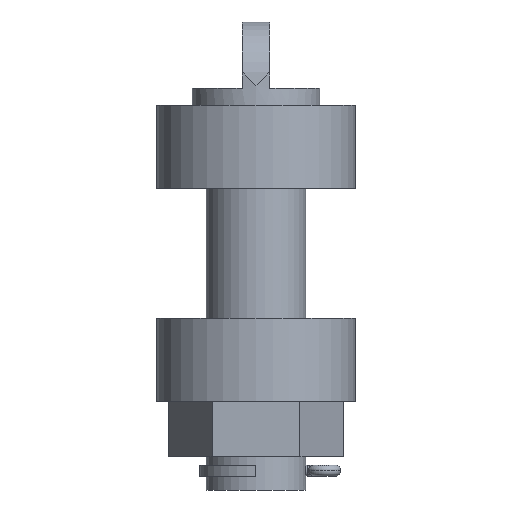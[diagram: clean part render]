
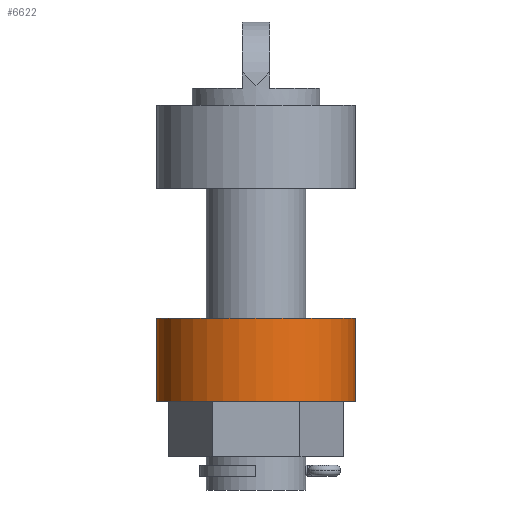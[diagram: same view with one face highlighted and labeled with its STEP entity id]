
A CAD part, front view. The second image highlights one B-rep face of the part: STEP entity #6622.
In plain terms, the highlighted cylindrical face has radius 39.6 mm (diameter 79.2 mm), a partial arc.
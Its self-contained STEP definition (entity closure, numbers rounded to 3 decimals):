
#1=CARTESIAN_POINT('',(0.,0.,0.));
#2=DIRECTION('',(0.,0.,1.));
#3=DIRECTION('',(-0.565,0.825,0.));
#4=AXIS2_PLACEMENT_3D('',#1,#2,#3);
#30=CARTESIAN_POINT('',(22.362,32.682,33.));
#31=CARTESIAN_POINT('',(23.016,32.234,30.843));
#32=CARTESIAN_POINT('',(24.037,31.48,26.495));
#33=CARTESIAN_POINT('',(24.783,30.886,19.797));
#34=CARTESIAN_POINT('',(24.781,30.888,13.144));
#35=CARTESIAN_POINT('',(24.022,31.492,6.429));
#36=CARTESIAN_POINT('',(23.01,32.238,2.126));
#37=CARTESIAN_POINT('',(22.361,32.682,0.));
#39=CARTESIAN_POINT('',(-22.362,32.682,0.));
#40=CARTESIAN_POINT('',(-23.016,32.234,2.156));
#41=CARTESIAN_POINT('',(-24.037,31.481,6.502));
#42=CARTESIAN_POINT('',(-24.783,30.887,13.193));
#43=CARTESIAN_POINT('',(-24.782,30.888,19.843));
#44=CARTESIAN_POINT('',(-24.027,31.488,26.544));
#45=CARTESIAN_POINT('',(-23.012,32.237,30.863));
#46=CARTESIAN_POINT('',(-22.362,32.682,33.));
#48=CARTESIAN_POINT('',(0.,0.,33.));
#49=DIRECTION('',(0.,0.,-1.));
#50=DIRECTION('',(0.565,0.825,0.));
#51=AXIS2_PLACEMENT_3D('',#48,#49,#50);
#5114=CARTESIAN_POINT('',(-22.362,32.682,0.));
#5115=CARTESIAN_POINT('',(22.362,32.682,0.));
#5116=VERTEX_POINT('',#5114);
#5117=VERTEX_POINT('',#5115);
#5265=CARTESIAN_POINT('',(22.362,32.682,33.));
#5266=CARTESIAN_POINT('',(-22.362,32.682,33.));
#5267=VERTEX_POINT('',#5265);
#5268=VERTEX_POINT('',#5266);
#6608=CARTESIAN_POINT('',(0.,0.,0.));
#6609=DIRECTION('',(0.,0.,1.));
#6610=DIRECTION('',(1.,0.,0.));
#6611=AXIS2_PLACEMENT_3D('',#6608,#6609,#6610);
#6612=CYLINDRICAL_SURFACE('',#6611,39.6);
#6614=ORIENTED_EDGE('',*,*,#6613,.F.);
#6616=ORIENTED_EDGE('',*,*,#6615,.T.);
#6617=ORIENTED_EDGE('',*,*,#6585,.F.);
#6619=ORIENTED_EDGE('',*,*,#6618,.T.);
#6620=EDGE_LOOP('',(#6614,#6616,#6617,#6619));
#6621=FACE_OUTER_BOUND('',#6620,.F.);
#6622=ADVANCED_FACE('',(#6621),#6612,.T.);
#5=CIRCLE('',#4,39.6);
#38=B_SPLINE_CURVE_WITH_KNOTS('',3,(#30,#31,#32,#33,#34,#35,#36,#37),
.UNSPECIFIED.,.F.,.F.,(4,1,1,1,1,4),(0.,0.2,0.4,0.6,0.8,1.),
.UNSPECIFIED.);
#47=B_SPLINE_CURVE_WITH_KNOTS('',3,(#39,#40,#41,#42,#43,#44,#45,#46),
.UNSPECIFIED.,.F.,.F.,(4,1,1,1,1,4),(0.,0.2,0.4,0.6,0.8,1.),
.UNSPECIFIED.);
#52=CIRCLE('',#51,39.6);
#6585=EDGE_CURVE('',#5116,#5117,#5,.T.);
#6613=EDGE_CURVE('',#5267,#5268,#52,.T.);
#6615=EDGE_CURVE('',#5267,#5117,#38,.T.);
#6618=EDGE_CURVE('',#5116,#5268,#47,.T.);
